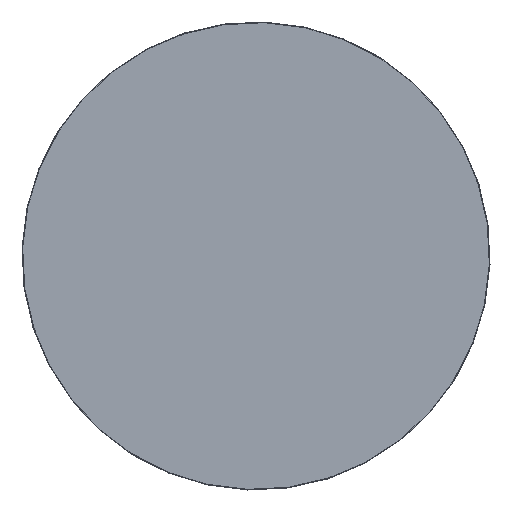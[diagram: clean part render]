
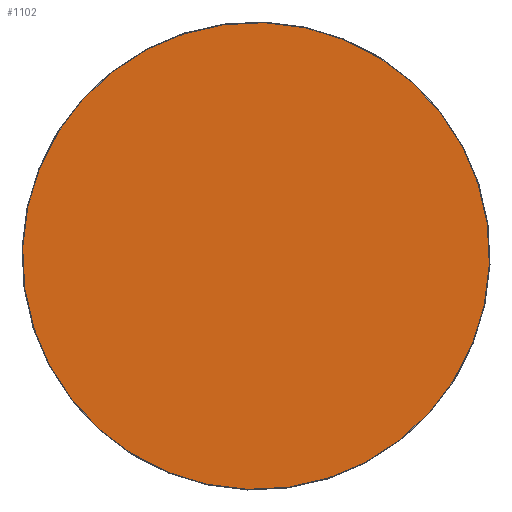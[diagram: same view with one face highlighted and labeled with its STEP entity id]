
A CAD part, front view. The second image highlights one B-rep face of the part: STEP entity #1102.
In plain terms, the highlighted planar face has unit normal (0, -1, 0).
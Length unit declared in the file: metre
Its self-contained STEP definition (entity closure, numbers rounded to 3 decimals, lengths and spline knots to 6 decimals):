
#156=CIRCLE('',#1197,0.079524);
#226=PLANE('',#1196);
#255=FACE_OUTER_BOUND('',#326,.T.);
#326=EDGE_LOOP('',(#707));
#449=VERTEX_POINT('',#1693);
#551=EDGE_CURVE('',#449,#449,#156,.T.);
#707=ORIENTED_EDGE('',*,*,#551,.F.);
#1102=ADVANCED_FACE('',(#255),#226,.T.);
#1196=AXIS2_PLACEMENT_3D('',#1692,#1336,#1337);
#1197=AXIS2_PLACEMENT_3D('',#1694,#1338,#1339);
#1336=DIRECTION('center_axis',(0.,-1.,0.));
#1337=DIRECTION('ref_axis',(-0.984,0.,0.178));
#1338=DIRECTION('center_axis',(0.,1.,0.));
#1339=DIRECTION('ref_axis',(0.178,0.,0.984));
#1692=CARTESIAN_POINT('Origin',(0.014175,0.,0.078251));
#1693=CARTESIAN_POINT('',(0.077769,0.,-0.016616));
#1694=CARTESIAN_POINT('Origin',(0.,0.,
0.));
